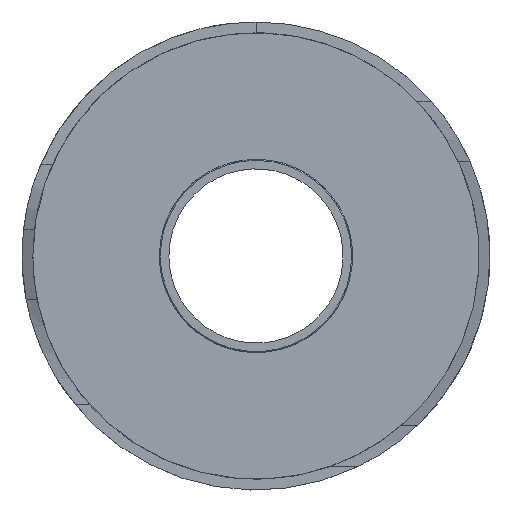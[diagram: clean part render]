
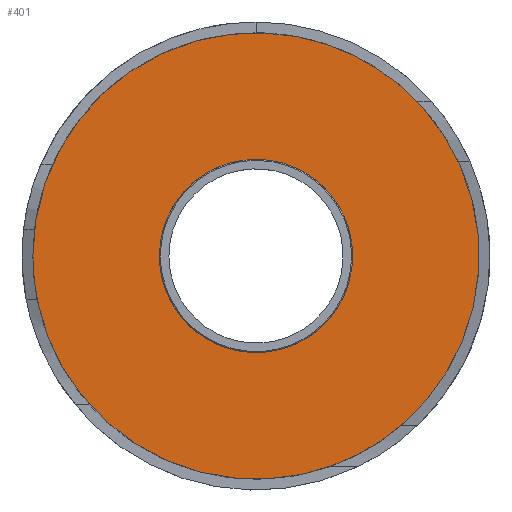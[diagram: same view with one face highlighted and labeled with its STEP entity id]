
A CAD part, top view. The second image highlights one B-rep face of the part: STEP entity #401.
In plain terms, the highlighted free-form (B-spline) face has degree [1, 1] with [2, 2] control points.
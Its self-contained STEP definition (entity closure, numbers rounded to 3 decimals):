
#401 = ADVANCED_FACE('',(#402,#416),#438,.F.);
#402 = FACE_BOUND('',#403,.T.);
#403 = EDGE_LOOP('',(#404));
#404 = ORIENTED_EDGE('',*,*,#405,.F.);
#405 = EDGE_CURVE('',#406,#406,#408,.T.);
#406 = VERTEX_POINT('',#407);
#407 = CARTESIAN_POINT('',(-138.598,0.,0.));
#408 = ( BOUNDED_CURVE() B_SPLINE_CURVE(2,(#409,#410,#411,#412,#413,#414
,#415),.UNSPECIFIED.,.T.,.F.) B_SPLINE_CURVE_WITH_KNOTS((1,2,2,2,2,1),(
    -2.094,0.,2.094,4.189,6.283,
8.378),.UNSPECIFIED.) CURVE() GEOMETRIC_REPRESENTATION_ITEM() 
RATIONAL_B_SPLINE_CURVE((1.,0.5,1.,0.5,1.,0.5,1.)) REPRESENTATION_ITEM(
  '') );
#409 = CARTESIAN_POINT('',(-138.598,0.,0.));
#410 = CARTESIAN_POINT('',(-138.598,240.059,
    0.));
#411 = CARTESIAN_POINT('',(69.299,120.029,
    0.));
#412 = CARTESIAN_POINT('',(277.196,0.,
    0.));
#413 = CARTESIAN_POINT('',(69.299,-120.029,
    0.));
#414 = CARTESIAN_POINT('',(-138.598,-240.059,
    0.));
#415 = CARTESIAN_POINT('',(-138.598,0.,0.));
#416 = FACE_BOUND('',#417,.T.);
#417 = EDGE_LOOP('',(#418,#430));
#418 = ORIENTED_EDGE('',*,*,#419,.T.);
#419 = EDGE_CURVE('',#420,#422,#424,.T.);
#420 = VERTEX_POINT('',#421);
#421 = CARTESIAN_POINT('',(59.983,0.,
    0.));
#422 = VERTEX_POINT('',#423);
#423 = CARTESIAN_POINT('',(-59.983,0.,
    0.));
#424 = ( BOUNDED_CURVE() B_SPLINE_CURVE(2,(#425,#426,#427,#428,#429),
.UNSPECIFIED.,.F.,.F.) B_SPLINE_CURVE_WITH_KNOTS((3,2,3),(0.,
1.571,3.142),.PIECEWISE_BEZIER_KNOTS.) CURVE() 
GEOMETRIC_REPRESENTATION_ITEM() RATIONAL_B_SPLINE_CURVE((1.,
0.707,1.,0.707,1.)) REPRESENTATION_ITEM('') );
#425 = CARTESIAN_POINT('',(59.983,0.,
    0.));
#426 = CARTESIAN_POINT('',(59.983,-59.983,
    0.));
#427 = CARTESIAN_POINT('',(0.,-59.983,
    0.));
#428 = CARTESIAN_POINT('',(-59.983,-59.983,
    0.));
#429 = CARTESIAN_POINT('',(-59.983,0.,
    0.));
#430 = ORIENTED_EDGE('',*,*,#431,.T.);
#431 = EDGE_CURVE('',#422,#420,#432,.T.);
#432 = ( BOUNDED_CURVE() B_SPLINE_CURVE(2,(#433,#434,#435,#436,#437),
.UNSPECIFIED.,.F.,.F.) B_SPLINE_CURVE_WITH_KNOTS((3,2,3),(3.142,
4.712,6.283),.PIECEWISE_BEZIER_KNOTS.) CURVE() 
GEOMETRIC_REPRESENTATION_ITEM() RATIONAL_B_SPLINE_CURVE((1.,
0.707,1.,0.707,1.)) REPRESENTATION_ITEM('') );
#433 = CARTESIAN_POINT('',(-59.983,0.,
    0.));
#434 = CARTESIAN_POINT('',(-59.983,59.983,
    0.));
#435 = CARTESIAN_POINT('',(0.,59.983,
    0.));
#436 = CARTESIAN_POINT('',(59.983,59.983,
    0.));
#437 = CARTESIAN_POINT('',(59.983,0.,
    0.));
#438 = B_SPLINE_SURFACE_WITH_KNOTS('',1,1,(
    (#439,#440)
    ,(#441,#442
    )),.UNSPECIFIED.,.F.,.F.,.F.,(2,2),(2,2),(-115.3,115.3),(-115.3,
    115.3),.PIECEWISE_BEZIER_KNOTS.);
#439 = CARTESIAN_POINT('',(138.598,-138.598,
    0.));
#440 = CARTESIAN_POINT('',(138.598,138.598,
    0.));
#441 = CARTESIAN_POINT('',(-138.598,-138.598,
    0.));
#442 = CARTESIAN_POINT('',(-138.598,138.598,
    0.));
